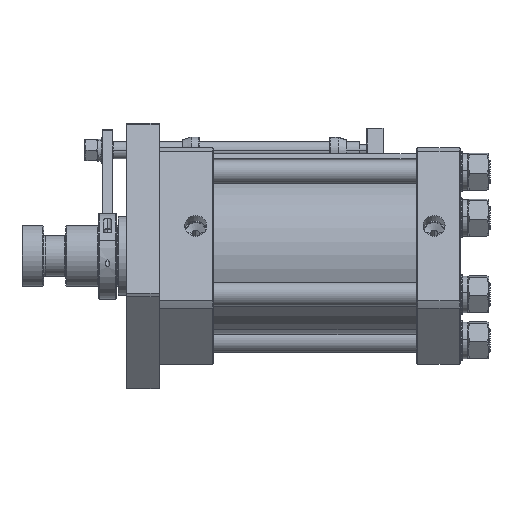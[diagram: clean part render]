
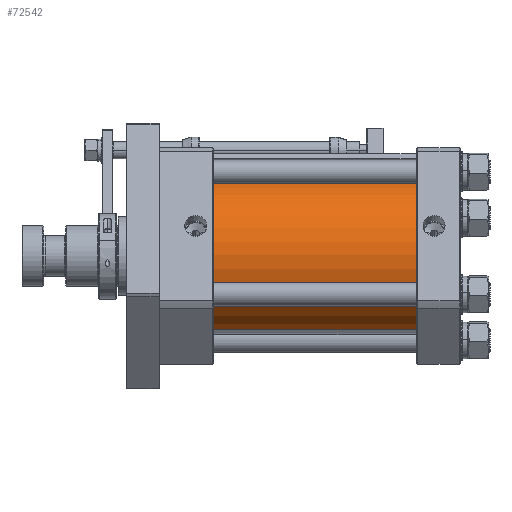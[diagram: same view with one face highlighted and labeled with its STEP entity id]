
A CAD part, left-side view. The second image highlights one B-rep face of the part: STEP entity #72542.
In plain terms, the highlighted cylindrical face has radius 90 mm (diameter 180 mm), a partial arc.
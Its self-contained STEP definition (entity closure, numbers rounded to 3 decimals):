
#2534 = VERTEX_POINT ( 'NONE', #17773 ) ;
#12856 = ORIENTED_EDGE ( 'NONE', *, *, #87097, .T. ) ;
#12857 = ORIENTED_EDGE ( 'NONE', *, *, #87096, .F. ) ;
#12858 = ORIENTED_EDGE ( 'NONE', *, *, #87098, .T. ) ;
#12859 = ORIENTED_EDGE ( 'NONE', *, *, #87099, .F. ) ;
#15605 = EDGE_LOOP ( 'NONE', ( #12857, #12858, #12856, #12859 ) ) ;
#17773 = CARTESIAN_POINT ( 'NONE',  ( -187.626, -73.084, -90. ) ) ;
#20536 = CARTESIAN_POINT ( 'NONE',  ( -430.632, -73.084, 0. ) ) ;
#20537 = DIRECTION ( 'NONE',  ( -1., 0., 0. ) ) ;
#20538 = DIRECTION ( 'NONE',  ( 0., 0., 1. ) ) ;
#31957 = AXIS2_PLACEMENT_3D ( 'NONE', #20536, #20537, #20538 ) ;
#35269 = VERTEX_POINT ( 'NONE', #42537 ) ;
#35389 = VERTEX_POINT ( 'NONE', #42476 ) ;
#35708 = VERTEX_POINT ( 'NONE', #42478 ) ;
#42476 = CARTESIAN_POINT ( 'NONE',  ( -187.626, -73.084, 90. ) ) ;
#42478 = CARTESIAN_POINT ( 'NONE',  ( -419.626, -73.084, -90. ) ) ;
#42537 = CARTESIAN_POINT ( 'NONE',  ( -419.626, -73.084, 90. ) ) ;
#57329 = FACE_OUTER_BOUND ( 'NONE', #15605, .T. ) ;
#57330 = CYLINDRICAL_SURFACE ( 'NONE', #31957, 90. ) ;
#61266 = LINE ( 'NONE', #64018, #63325 ) ;
#61473 = LINE ( 'NONE', #64020, #63327 ) ;
#63317 = CIRCLE ( 'NONE', #63330, 90. ) ;
#63325 = VECTOR ( 'NONE', #64019, 1000. ) ;
#63326 = CIRCLE ( 'NONE', #63328, 90. ) ;
#63327 = VECTOR ( 'NONE', #64021, 1000. ) ;
#63328 = AXIS2_PLACEMENT_3D ( 'NONE', #64022, #64023, #64024 ) ;
#63330 = AXIS2_PLACEMENT_3D ( 'NONE', #64025, #64026, #64027 ) ;
#64018 = CARTESIAN_POINT ( 'NONE',  ( -430.632, -73.084, -90. ) ) ;
#64019 = DIRECTION ( 'NONE',  ( -1., 0., 0. ) ) ;
#64020 = CARTESIAN_POINT ( 'NONE',  ( -430.632, -73.084, 90. ) ) ;
#64021 = DIRECTION ( 'NONE',  ( -1., 0., 0. ) ) ;
#64022 = CARTESIAN_POINT ( 'NONE',  ( -187.626, -73.084, 0. ) ) ;
#64023 = DIRECTION ( 'NONE',  ( -1., 0., 0. ) ) ;
#64024 = DIRECTION ( 'NONE',  ( 0., 0., 1. ) ) ;
#64025 = CARTESIAN_POINT ( 'NONE',  ( -419.626, -73.084, 0. ) ) ;
#64026 = DIRECTION ( 'NONE',  ( -1., 0., 0. ) ) ;
#64027 = DIRECTION ( 'NONE',  ( 0., 0., 1. ) ) ;
#72542 = ADVANCED_FACE ( 'NONE', ( #57329 ), #57330, .T. ) ;
#87096 = EDGE_CURVE ( 'NONE', #2534, #35708, #61266, .T. ) ;
#87097 = EDGE_CURVE ( 'NONE', #35389, #35269, #61473, .T. ) ;
#87098 = EDGE_CURVE ( 'NONE', #2534, #35389, #63326, .T. ) ;
#87099 = EDGE_CURVE ( 'NONE', #35708, #35269, #63317, .T. ) ;
